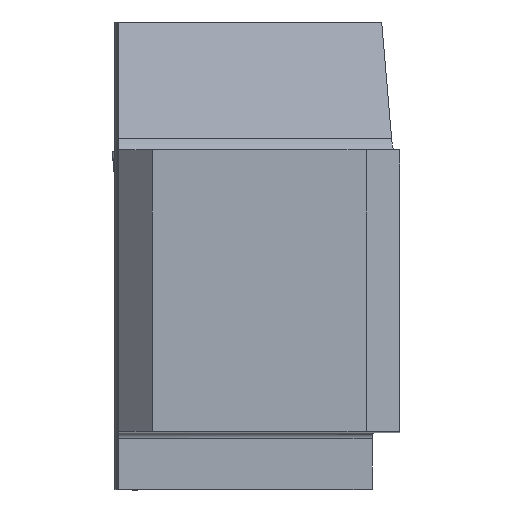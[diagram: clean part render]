
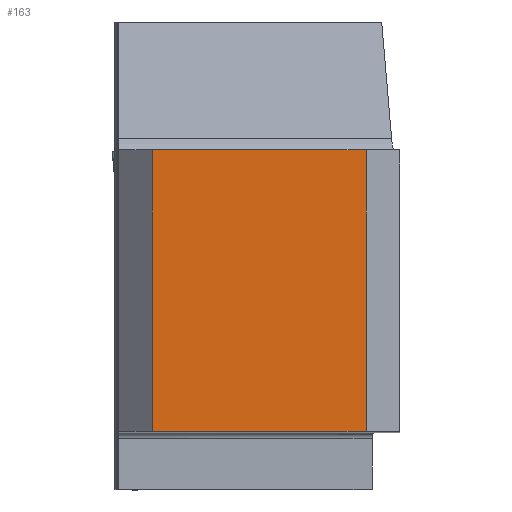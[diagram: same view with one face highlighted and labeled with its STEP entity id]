
A CAD part, top view. The second image highlights one B-rep face of the part: STEP entity #163.
In plain terms, the highlighted planar face has unit normal (0, 0, 1).
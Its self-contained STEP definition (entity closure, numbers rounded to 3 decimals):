
#163=ADVANCED_FACE('CU_BACK_SU1',(#273),#221,.F.);
#221=PLANE('',#1376);
#273=FACE_OUTER_BOUND('',#335,.T.);
#335=EDGE_LOOP('',(#495,#496,#497,#498));
#495=ORIENTED_EDGE('',*,*,#912,.F.);
#496=ORIENTED_EDGE('',*,*,#907,.T.);
#497=ORIENTED_EDGE('',*,*,#913,.T.);
#498=ORIENTED_EDGE('',*,*,#902,.F.);
#773=VERTEX_POINT('',#1874);
#774=VERTEX_POINT('',#1876);
#777=VERTEX_POINT('',#1884);
#778=VERTEX_POINT('',#1886);
#902=EDGE_CURVE('',#773,#774,#1061,.T.);
#907=EDGE_CURVE('',#778,#777,#1066,.T.);
#912=EDGE_CURVE('',#778,#773,#1070,.T.);
#913=EDGE_CURVE('',#777,#774,#1071,.T.);
#1061=LINE('',#1875,#1199);
#1066=LINE('',#1885,#1204);
#1070=LINE('',#1894,#1208);
#1071=LINE('',#1895,#1209);
#1199=VECTOR('',#1537,1.);
#1204=VECTOR('',#1544,1.);
#1208=VECTOR('',#1556,1.);
#1209=VECTOR('',#1557,1.);
#1376=AXIS2_PLACEMENT_3D('',#1896,#1558,#1559);
#1537=DIRECTION('',(1.,0.,0.));
#1544=DIRECTION('',(1.,0.,0.));
#1556=DIRECTION('',(0.,1.,0.));
#1557=DIRECTION('',(0.,1.,0.));
#1558=DIRECTION('',(0.,0.,-1.));
#1559=DIRECTION('',(-1.,0.,0.));
#1874=CARTESIAN_POINT('',(-21.925,24.925,0.));
#1875=CARTESIAN_POINT('',(-110.,24.925,0.));
#1876=CARTESIAN_POINT('',(-3.,24.925,0.));
#1884=CARTESIAN_POINT('',(-3.,0.,0.));
#1885=CARTESIAN_POINT('',(-110.,0.,0.));
#1886=CARTESIAN_POINT('',(-21.925,0.,0.));
#1894=CARTESIAN_POINT('',(-21.925,0.,0.));
#1895=CARTESIAN_POINT('',(-3.,0.,0.));
#1896=CARTESIAN_POINT('',(23.246,44.925,0.));
